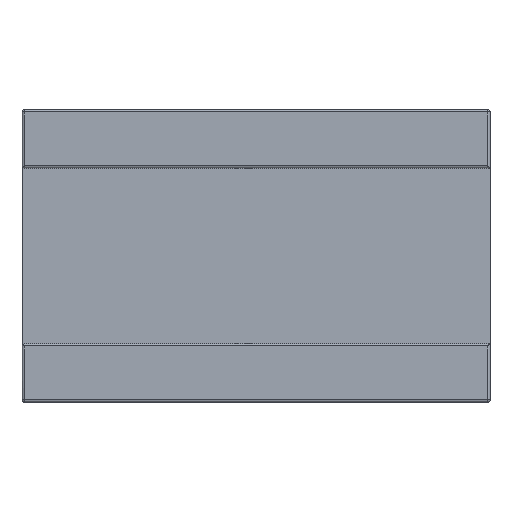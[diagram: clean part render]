
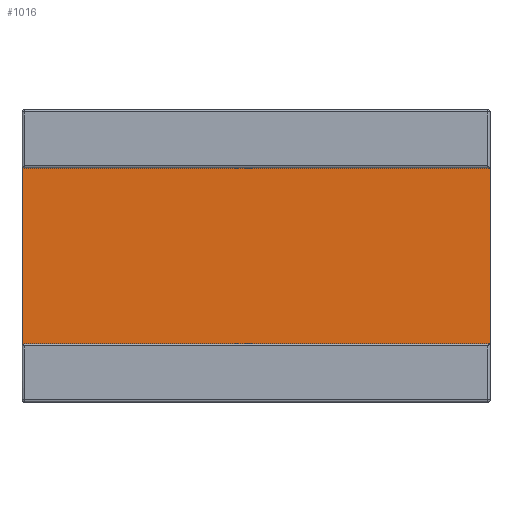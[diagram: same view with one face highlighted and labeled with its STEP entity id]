
A CAD part, top view. The second image highlights one B-rep face of the part: STEP entity #1016.
In plain terms, the highlighted planar face has unit normal (0, 0, 1).
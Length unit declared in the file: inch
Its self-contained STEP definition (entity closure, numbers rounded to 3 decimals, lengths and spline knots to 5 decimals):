
#2 = LINE ( 'NONE', #640, #112 ) ;
#69 = LINE ( 'NONE', #1079, #967 ) ;
#100 = CARTESIAN_POINT ( 'NONE',  ( -2., -0.75, 0.7 ) ) ;
#112 = VECTOR ( 'NONE', #849, 39.37008 ) ;
#122 = VERTEX_POINT ( 'NONE', #1187 ) ;
#126 = ORIENTED_EDGE ( 'NONE', *, *, #527, .F. ) ;
#249 = DIRECTION ( 'NONE',  ( 0., 1., 0. ) ) ;
#307 = DIRECTION ( 'NONE',  ( 0., 1., 0. ) ) ;
#314 = VERTEX_POINT ( 'NONE', #100 ) ;
#389 = CARTESIAN_POINT ( 'NONE',  ( 2., 0., 0.7 ) ) ;
#462 = VECTOR ( 'NONE', #769, 39.37008 ) ;
#527 = EDGE_CURVE ( 'NONE', #314, #1100, #69, .T. ) ;
#585 = EDGE_LOOP ( 'NONE', ( #777, #762, #126, #1019 ) ) ;
#640 = CARTESIAN_POINT ( 'NONE',  ( -2., 0.75, 0.7 ) ) ;
#677 = FACE_OUTER_BOUND ( 'NONE', #585, .T. ) ;
#702 = LINE ( 'NONE', #804, #870 ) ;
#733 = DIRECTION ( 'NONE',  ( 1., 0., 0. ) ) ;
#762 = ORIENTED_EDGE ( 'NONE', *, *, #861, .F. ) ;
#769 = DIRECTION ( 'NONE',  ( 0., 1., 0. ) ) ;
#777 = ORIENTED_EDGE ( 'NONE', *, *, #978, .T. ) ;
#778 = EDGE_CURVE ( 'NONE', #314, #875, #702, .T. ) ;
#804 = CARTESIAN_POINT ( 'NONE',  ( -2., -0.75, 0.7 ) ) ;
#833 = CARTESIAN_POINT ( 'NONE',  ( 2., -0.75, 0.7 ) ) ;
#849 = DIRECTION ( 'NONE',  ( 1., 0., 0. ) ) ;
#859 = PLANE ( 'NONE',  #1170 ) ;
#861 = EDGE_CURVE ( 'NONE', #1100, #122, #2, .T. ) ;
#870 = VECTOR ( 'NONE', #733, 39.37008 ) ;
#875 = VERTEX_POINT ( 'NONE', #833 ) ;
#886 = CARTESIAN_POINT ( 'NONE',  ( -2., 0.75, 0.7 ) ) ;
#958 = CARTESIAN_POINT ( 'NONE',  ( -2., 0., 0.7 ) ) ;
#967 = VECTOR ( 'NONE', #249, 39.37008 ) ;
#973 = LINE ( 'NONE', #389, #462 ) ;
#978 = EDGE_CURVE ( 'NONE', #875, #122, #973, .T. ) ;
#1016 = ADVANCED_FACE ( 'NONE', ( #677 ), #859, .F. ) ;
#1019 = ORIENTED_EDGE ( 'NONE', *, *, #778, .T. ) ;
#1079 = CARTESIAN_POINT ( 'NONE',  ( -2., 0., 0.7 ) ) ;
#1100 = VERTEX_POINT ( 'NONE', #886 ) ;
#1141 = DIRECTION ( 'NONE',  ( 0., 0., -1. ) ) ;
#1170 = AXIS2_PLACEMENT_3D ( 'NONE', #958, #1141, #307 ) ;
#1187 = CARTESIAN_POINT ( 'NONE',  ( 2., 0.75, 0.7 ) ) ;
